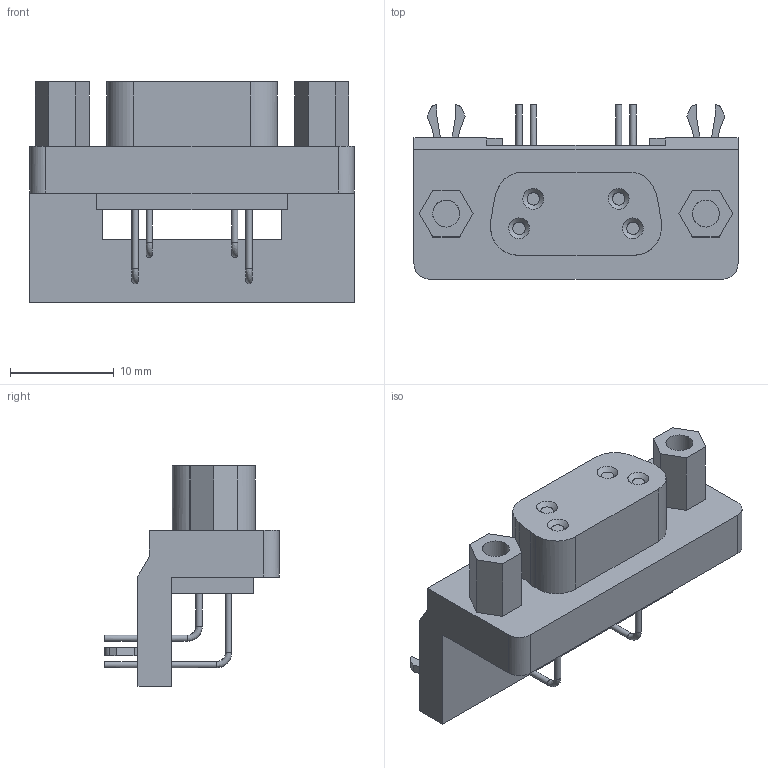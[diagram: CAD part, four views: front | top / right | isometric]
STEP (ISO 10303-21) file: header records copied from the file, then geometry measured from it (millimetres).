
FILE_DESCRIPTION((''),'2;1');
FILE_NAME( '0966_Dsub-S_female_angled_9-pins_2_54_board_lock_female_screw_loc','2005-08-22T14:25:39',('User'),('SDRC'),'I-DEAS Master Series 9','UNIX','Yes');
FILE_SCHEMA(('AUTOMOTIVE_DESIGN { 1 0 10303 214 1 1 1 1 }'));
Length unit declared in the file: millimetre
Products named in the file (1): 09 66 152 x613
Bounding box: 31.2 x 16.8 x 21.2 mm (x, y, z)
Volume: 3675 mm3; surface area: 2652.7 mm2
Topology: 1 solids, 1 shells, 121 faces, 300 edges, 198 vertices
Faces by surface type: bspline 121
Entity records: 3929 total; most frequent: CARTESIAN_POINT 1823, ORIENTED_EDGE 600, EDGE_CURVE 300, OVER_RIDING_STYLED_ITEM 226, VERTEX_POINT 198, EDGE_LOOP 148, FACE_OUTER_BOUND 121, ADVANCED_FACE 121
